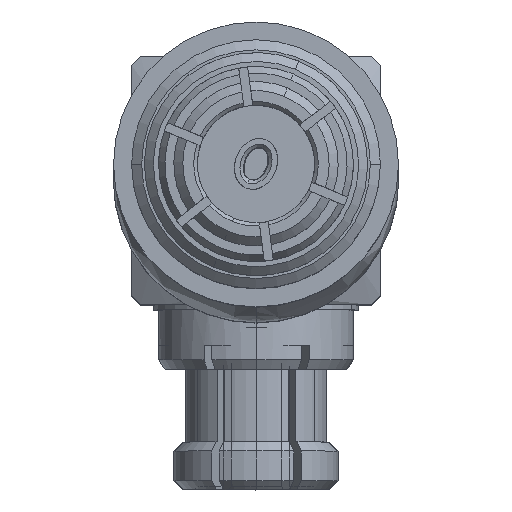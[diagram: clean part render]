
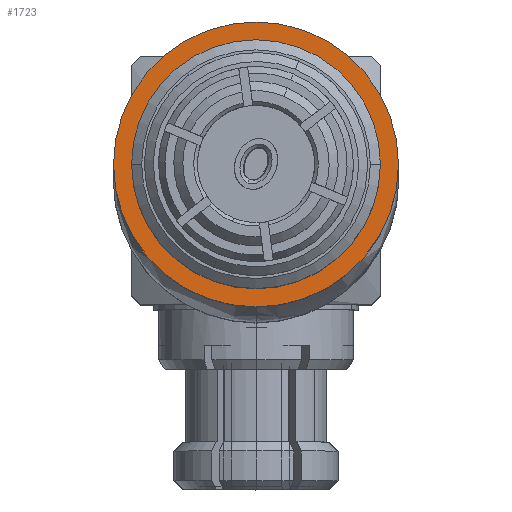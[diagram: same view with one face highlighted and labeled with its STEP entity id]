
A CAD part, top view. The second image highlights one B-rep face of the part: STEP entity #1723.
In plain terms, the highlighted face is planar.
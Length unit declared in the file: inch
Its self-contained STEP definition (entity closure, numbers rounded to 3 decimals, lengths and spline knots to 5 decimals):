
#60 = DIRECTION ( 'NONE',  ( 0., 0., -1. ) ) ;
#325 = CARTESIAN_POINT ( 'NONE',  ( 0.20802, 0., 0. ) ) ;
#391 = EDGE_CURVE ( 'NONE', #5426, #2706, #947, .T. ) ;
#541 = FACE_BOUND ( 'NONE', #3009, .T. ) ;
#742 = VERTEX_POINT ( 'NONE', #8329 ) ;
#851 = CARTESIAN_POINT ( 'NONE',  ( 0.20802, 0., 0. ) ) ;
#947 = CIRCLE ( 'NONE', #8769, 0.0689 ) ;
#1013 = VERTEX_POINT ( 'NONE', #1612 ) ;
#1079 = ORIENTED_EDGE ( 'NONE', *, *, #391, .T. ) ;
#1115 = CIRCLE ( 'NONE', #3200, 0.0689 ) ;
#1276 = PLANE ( 'NONE',  #2374 ) ;
#1612 = CARTESIAN_POINT ( 'NONE',  ( 0.20802, 0., -0.0789 ) ) ;
#1723 = ADVANCED_FACE ( 'NONE', ( #541, #6574 ), #1276, .T. ) ;
#2374 = AXIS2_PLACEMENT_3D ( 'NONE', #6698, #5838, #6766 ) ;
#2452 = DIRECTION ( 'NONE',  ( 1., 0., 0. ) ) ;
#2706 = VERTEX_POINT ( 'NONE', #2831 ) ;
#2831 = CARTESIAN_POINT ( 'NONE',  ( 0.20802, 0., 0.0689 ) ) ;
#3009 = EDGE_LOOP ( 'NONE', ( #1079, #6183 ) ) ;
#3200 = AXIS2_PLACEMENT_3D ( 'NONE', #325, #8986, #6714 ) ;
#3324 = ORIENTED_EDGE ( 'NONE', *, *, #8710, .F. ) ;
#3780 = EDGE_CURVE ( 'NONE', #1013, #742, #9724, .T. ) ;
#4784 = DIRECTION ( 'NONE',  ( 0., 0., 1. ) ) ;
#4825 = EDGE_CURVE ( 'NONE', #2706, #5426, #1115, .T. ) ;
#5256 = EDGE_LOOP ( 'NONE', ( #7674, #3324 ) ) ;
#5426 = VERTEX_POINT ( 'NONE', #8061 ) ;
#5789 = CIRCLE ( 'NONE', #7875, 0.0789 ) ;
#5838 = DIRECTION ( 'NONE',  ( -1., 0., 0. ) ) ;
#6183 = ORIENTED_EDGE ( 'NONE', *, *, #4825, .T. ) ;
#6574 = FACE_OUTER_BOUND ( 'NONE', #5256, .T. ) ;
#6698 = CARTESIAN_POINT ( 'NONE',  ( 0.20802, 0.0789, 0. ) ) ;
#6714 = DIRECTION ( 'NONE',  ( 0., 0., 1. ) ) ;
#6766 = DIRECTION ( 'NONE',  ( 0., 0., 1. ) ) ;
#7391 = DIRECTION ( 'NONE',  ( 1., 0., 0. ) ) ;
#7453 = AXIS2_PLACEMENT_3D ( 'NONE', #9748, #7391, #8178 ) ;
#7674 = ORIENTED_EDGE ( 'NONE', *, *, #3780, .F. ) ;
#7875 = AXIS2_PLACEMENT_3D ( 'NONE', #851, #8743, #60 ) ;
#8061 = CARTESIAN_POINT ( 'NONE',  ( 0.20802, 0., -0.0689 ) ) ;
#8178 = DIRECTION ( 'NONE',  ( 0., 0., -1. ) ) ;
#8329 = CARTESIAN_POINT ( 'NONE',  ( 0.20802, 0., 0.0789 ) ) ;
#8686 = CARTESIAN_POINT ( 'NONE',  ( 0.20802, 0., 0. ) ) ;
#8710 = EDGE_CURVE ( 'NONE', #742, #1013, #5789, .T. ) ;
#8743 = DIRECTION ( 'NONE',  ( 1., 0., 0. ) ) ;
#8769 = AXIS2_PLACEMENT_3D ( 'NONE', #8686, #2452, #4784 ) ;
#8986 = DIRECTION ( 'NONE',  ( 1., 0., 0. ) ) ;
#9724 = CIRCLE ( 'NONE', #7453, 0.0789 ) ;
#9748 = CARTESIAN_POINT ( 'NONE',  ( 0.20802, 0., 0. ) ) ;
